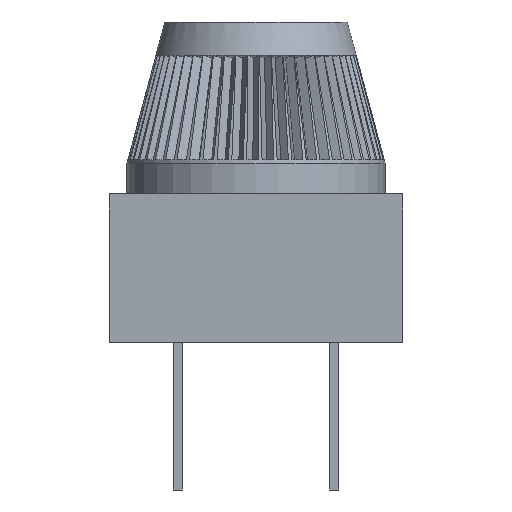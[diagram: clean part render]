
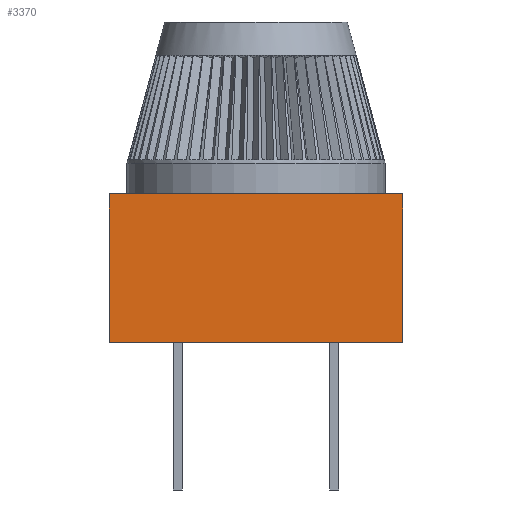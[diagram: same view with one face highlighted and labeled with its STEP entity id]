
A CAD part, front view. The second image highlights one B-rep face of the part: STEP entity #3370.
In plain terms, the highlighted planar face has unit normal (0, -1, 0).
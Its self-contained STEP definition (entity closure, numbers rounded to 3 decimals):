
#56 = VERTEX_POINT('',#57);
#57 = CARTESIAN_POINT('',(-2.26,-2.275,4.91));
#63 = EDGE_CURVE('',#64,#56,#66,.T.);
#64 = VERTEX_POINT('',#65);
#65 = CARTESIAN_POINT('',(7.26,-2.275,4.91));
#66 = LINE('',#67,#68);
#67 = CARTESIAN_POINT('',(7.26,-2.275,4.91));
#68 = VECTOR('',#69,1.);
#69 = DIRECTION('',(-1.,0.,0.));
#652 = EDGE_CURVE('',#653,#64,#655,.T.);
#653 = VERTEX_POINT('',#654);
#654 = CARTESIAN_POINT('',(7.26,-2.275,0.08));
#655 = LINE('',#656,#657);
#656 = CARTESIAN_POINT('',(7.26,-2.275,0.08));
#657 = VECTOR('',#658,1.);
#658 = DIRECTION('',(0.,0.,1.));
#3296 = EDGE_CURVE('',#653,#3297,#3299,.T.);
#3297 = VERTEX_POINT('',#3298);
#3298 = CARTESIAN_POINT('',(-2.26,-2.275,0.08));
#3299 = LINE('',#3300,#3301);
#3300 = CARTESIAN_POINT('',(7.26,-2.275,0.08));
#3301 = VECTOR('',#3302,1.);
#3302 = DIRECTION('',(-1.,0.,0.));
#3370 = ADVANCED_FACE('',(#3371),#3382,.F.);
#3371 = FACE_BOUND('',#3372,.T.);
#3372 = EDGE_LOOP('',(#3373,#3374,#3380,#3381));
#3373 = ORIENTED_EDGE('',*,*,#63,.T.);
#3374 = ORIENTED_EDGE('',*,*,#3375,.F.);
#3375 = EDGE_CURVE('',#3297,#56,#3376,.T.);
#3376 = LINE('',#3377,#3378);
#3377 = CARTESIAN_POINT('',(-2.26,-2.275,0.08));
#3378 = VECTOR('',#3379,1.);
#3379 = DIRECTION('',(0.,0.,1.));
#3380 = ORIENTED_EDGE('',*,*,#3296,.F.);
#3381 = ORIENTED_EDGE('',*,*,#652,.T.);
#3382 = PLANE('',#3383);
#3383 = AXIS2_PLACEMENT_3D('',#3384,#3385,#3386);
#3384 = CARTESIAN_POINT('',(7.26,-2.275,0.08));
#3385 = DIRECTION('',(0.,1.,0.));
#3386 = DIRECTION('',(-1.,0.,0.));
